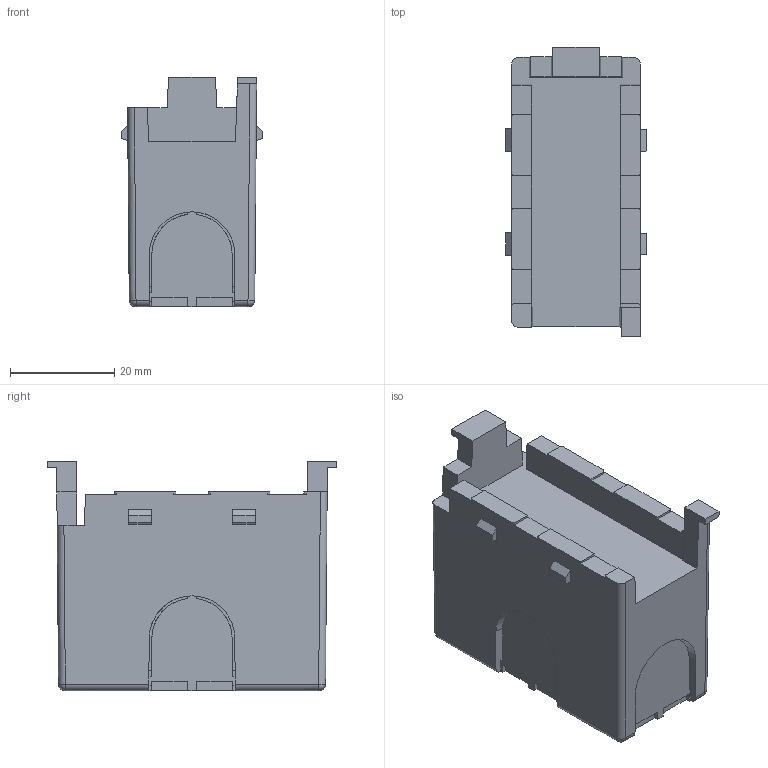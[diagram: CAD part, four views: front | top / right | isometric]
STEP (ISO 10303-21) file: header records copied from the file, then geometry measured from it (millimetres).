
FILE_DESCRIPTION(('CATIA V5 STEP Exchange','CAx-IF Rec.Pracs.--- Model Styling and Organization---1.5--- 2016-08-15','CAx-IF Rec.Pracs.---Supplemental Geometry---1.0---2011-11-01','CAx-IF Rec.Pracs.--- Composite Materials ---1.1---2010-07-15'),'2;1');
FILE_NAME('080010_AllCATPart.stp','2024-12-10T12:02:31+00:00',('none'),('none'),'CATIA Version 5-6 Release 2020 SP5','CATIA V5 STEP AP214 v2','none');
FILE_SCHEMA(('AUTOMOTIVE_DESIGN { 1 0 10303 214 1 1 1 1 }'));
Length unit declared in the file: millimetre
Products named in the file (1): 080010_AllCATPart
Bounding box: 27 x 55.5 x 44 mm (x, y, z)
Volume: 40789.2 mm3; surface area: 10072.7 mm2
Topology: 1 solids, 3 shells, 292 faces, 865 edges, 576 vertices
Faces by surface type: plane 254, cylinder 34, sphere 4
Entity records: 9194 total; most frequent: CARTESIAN_POINT 2249, ORIENTED_EDGE 1722, DIRECTION 996, EDGE_CURVE 861, VECTOR 601, LINE 601, VERTEX_POINT 576, EDGE_LOOP 301
